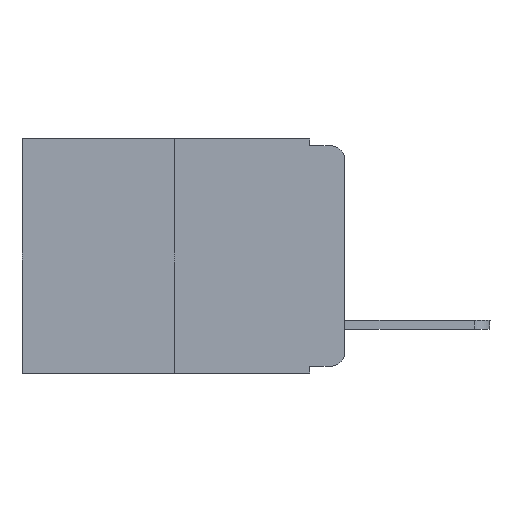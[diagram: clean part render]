
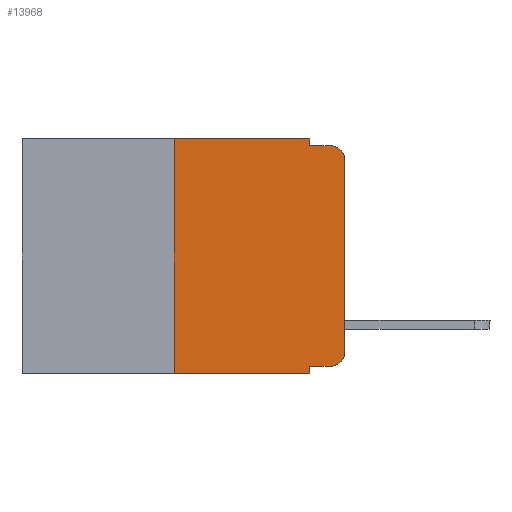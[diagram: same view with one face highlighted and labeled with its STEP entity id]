
A CAD part, left-side view. The second image highlights one B-rep face of the part: STEP entity #13968.
In plain terms, the highlighted planar face has unit normal (-1, 0, 0).
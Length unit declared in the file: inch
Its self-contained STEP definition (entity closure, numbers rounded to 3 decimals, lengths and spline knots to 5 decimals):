
#10 = CARTESIAN_POINT ( 'NONE',  ( 0., 0.051, -0.333 ) ) ;
#241 = CARTESIAN_POINT ( 'NONE',  ( 0., 0.051, 0. ) ) ;
#301 = EDGE_CURVE ( 'NONE', #20833, #23863, #19989, .T. ) ;
#363 = CARTESIAN_POINT ( 'NONE',  ( 0., 0.051, -0.01 ) ) ;
#383 = CARTESIAN_POINT ( 'NONE',  ( 0., 0.051, -0.01 ) ) ;
#388 = ORIENTED_EDGE ( 'NONE', *, *, #22774, .T. ) ;
#764 = DIRECTION ( 'NONE',  ( 0., -1., 0. ) ) ;
#2112 = VERTEX_POINT ( 'NONE', #18745 ) ;
#2240 = DIRECTION ( 'NONE',  ( 0., 0., -1. ) ) ;
#2613 = LINE ( 'NONE', #20860, #21317 ) ;
#3180 = EDGE_CURVE ( 'NONE', #2112, #14384, #4293, .T. ) ;
#3207 = VECTOR ( 'NONE', #14549, 39.37008 ) ;
#3311 = VECTOR ( 'NONE', #20406, 39.37008 ) ;
#3341 = ORIENTED_EDGE ( 'NONE', *, *, #23629, .T. ) ;
#3502 = ORIENTED_EDGE ( 'NONE', *, *, #13802, .F. ) ;
#3764 = CIRCLE ( 'NONE', #7132, 0.02 ) ;
#3799 = PLANE ( 'NONE',  #18413 ) ;
#3802 = CARTESIAN_POINT ( 'NONE',  ( 0., 0.25, 0. ) ) ;
#3860 = VECTOR ( 'NONE', #16936, 39.37008 ) ;
#4136 = VERTEX_POINT ( 'NONE', #22846 ) ;
#4293 = CIRCLE ( 'NONE', #12325, 0.02 ) ;
#4770 = CARTESIAN_POINT ( 'NONE',  ( 0., 0.051, 0. ) ) ;
#4900 = DIRECTION ( 'NONE',  ( 0., -1., 0. ) ) ;
#5056 = EDGE_CURVE ( 'NONE', #4136, #15820, #16581, .T. ) ;
#5123 = ORIENTED_EDGE ( 'NONE', *, *, #12701, .F. ) ;
#6587 = ORIENTED_EDGE ( 'NONE', *, *, #301, .F. ) ;
#7132 = AXIS2_PLACEMENT_3D ( 'NONE', #15334, #19697, #23532 ) ;
#7632 = LINE ( 'NONE', #3802, #17994 ) ;
#7674 = ORIENTED_EDGE ( 'NONE', *, *, #3180, .T. ) ;
#7824 = VERTEX_POINT ( 'NONE', #19684 ) ;
#8142 = EDGE_CURVE ( 'NONE', #16707, #20833, #25379, .T. ) ;
#8212 = ORIENTED_EDGE ( 'NONE', *, *, #24594, .T. ) ;
#8633 = CARTESIAN_POINT ( 'NONE',  ( 0., 0.473, -0.343 ) ) ;
#10160 = CARTESIAN_POINT ( 'NONE',  ( 0., 0.02, -0.03 ) ) ;
#10317 = ORIENTED_EDGE ( 'NONE', *, *, #8142, .F. ) ;
#11145 = CARTESIAN_POINT ( 'NONE',  ( 0., 0.051, -0.343 ) ) ;
#11943 = CARTESIAN_POINT ( 'NONE',  ( 0., 0.02, -0.01 ) ) ;
#12169 = DIRECTION ( 'NONE',  ( 0., 0., -1. ) ) ;
#12325 = AXIS2_PLACEMENT_3D ( 'NONE', #10160, #20096, #2240 ) ;
#12701 = EDGE_CURVE ( 'NONE', #19885, #15820, #2613, .T. ) ;
#13735 = DIRECTION ( 'NONE',  ( 0., 0., 1. ) ) ;
#13802 = EDGE_CURVE ( 'NONE', #23863, #14384, #18509, .T. ) ;
#13968 = ADVANCED_FACE ( 'NONE', ( #26026 ), #3799, .F. ) ;
#14384 = VERTEX_POINT ( 'NONE', #11943 ) ;
#14517 = DIRECTION ( 'NONE',  ( 0., 0., -1. ) ) ;
#14549 = DIRECTION ( 'NONE',  ( 0., -1., 0. ) ) ;
#15192 = CARTESIAN_POINT ( 'NONE',  ( 0., 0.051, -0.333 ) ) ;
#15331 = LINE ( 'NONE', #15192, #3860 ) ;
#15334 = CARTESIAN_POINT ( 'NONE',  ( 0., 0.02, -0.313 ) ) ;
#15378 = EDGE_CURVE ( 'NONE', #4136, #16707, #7632, .T. ) ;
#15803 = ORIENTED_EDGE ( 'NONE', *, *, #15378, .F. ) ;
#15820 = VERTEX_POINT ( 'NONE', #11145 ) ;
#16295 = CARTESIAN_POINT ( 'NONE',  ( 0., 0., 0. ) ) ;
#16581 = LINE ( 'NONE', #8633, #19545 ) ;
#16707 = VERTEX_POINT ( 'NONE', #20143 ) ;
#16936 = DIRECTION ( 'NONE',  ( 0., -1., 0. ) ) ;
#17435 = CARTESIAN_POINT ( 'NONE',  ( 0., 0.473, 0. ) ) ;
#17994 = VECTOR ( 'NONE', #13735, 39.37008 ) ;
#18010 = LINE ( 'NONE', #16295, #3311 ) ;
#18189 = ORIENTED_EDGE ( 'NONE', *, *, #5056, .T. ) ;
#18413 = AXIS2_PLACEMENT_3D ( 'NONE', #17435, #25889, #23907 ) ;
#18509 = LINE ( 'NONE', #363, #3207 ) ;
#18745 = CARTESIAN_POINT ( 'NONE',  ( 0., 0., -0.03 ) ) ;
#19545 = VECTOR ( 'NONE', #4900, 39.37008 ) ;
#19684 = CARTESIAN_POINT ( 'NONE',  ( 0., 0., -0.313 ) ) ;
#19697 = DIRECTION ( 'NONE',  ( -1., 0., 0. ) ) ;
#19885 = VERTEX_POINT ( 'NONE', #10 ) ;
#19989 = LINE ( 'NONE', #241, #26009 ) ;
#20050 = VERTEX_POINT ( 'NONE', #25499 ) ;
#20092 = EDGE_LOOP ( 'NONE', ( #3341, #7674, #3502, #6587, #10317, #15803, #18189, #5123, #388, #8212 ) ) ;
#20096 = DIRECTION ( 'NONE',  ( -1., 0., 0. ) ) ;
#20143 = CARTESIAN_POINT ( 'NONE',  ( 0., 0.25, 0. ) ) ;
#20406 = DIRECTION ( 'NONE',  ( 0., 0., 1. ) ) ;
#20833 = VERTEX_POINT ( 'NONE', #4770 ) ;
#20860 = CARTESIAN_POINT ( 'NONE',  ( 0., 0.051, 0. ) ) ;
#21159 = CARTESIAN_POINT ( 'NONE',  ( 0., 0.473, 0. ) ) ;
#21317 = VECTOR ( 'NONE', #14517, 39.37008 ) ;
#21540 = VECTOR ( 'NONE', #764, 39.37008 ) ;
#22774 = EDGE_CURVE ( 'NONE', #19885, #20050, #15331, .T. ) ;
#22846 = CARTESIAN_POINT ( 'NONE',  ( 0., 0.25, -0.343 ) ) ;
#23532 = DIRECTION ( 'NONE',  ( 0., 0., -1. ) ) ;
#23629 = EDGE_CURVE ( 'NONE', #7824, #2112, #18010, .T. ) ;
#23863 = VERTEX_POINT ( 'NONE', #383 ) ;
#23907 = DIRECTION ( 'NONE',  ( 0., 0., -1. ) ) ;
#24594 = EDGE_CURVE ( 'NONE', #20050, #7824, #3764, .T. ) ;
#25379 = LINE ( 'NONE', #21159, #21540 ) ;
#25499 = CARTESIAN_POINT ( 'NONE',  ( 0., 0.02, -0.333 ) ) ;
#25889 = DIRECTION ( 'NONE',  ( 1., 0., 0. ) ) ;
#26009 = VECTOR ( 'NONE', #12169, 39.37008 ) ;
#26026 = FACE_OUTER_BOUND ( 'NONE', #20092, .T. ) ;
